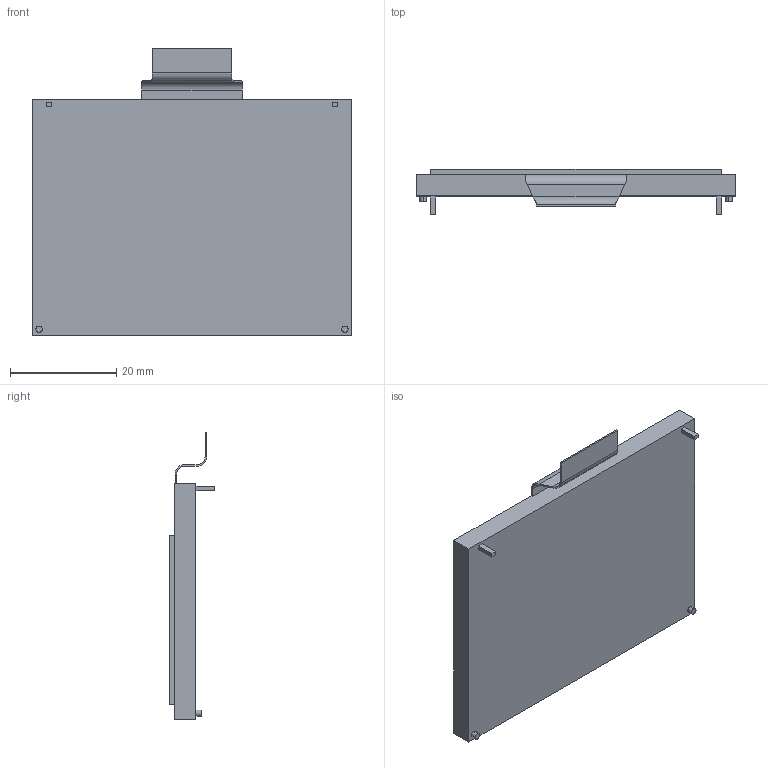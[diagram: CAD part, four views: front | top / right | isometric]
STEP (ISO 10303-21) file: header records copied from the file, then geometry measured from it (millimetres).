
FILE_DESCRIPTION (( 'STEP AP214' ), '1' );
FILE_NAME ('WO12864A1-TFH#.STEP', '2023-06-01T10:00:42', ( '' ), ( '' ), 'SwSTEP 2.0', 'SolidWorks 2019', '' );
FILE_SCHEMA (( 'AUTOMOTIVE_DESIGN' ));
Length unit declared in the file: millimetre
Products named in the file (1): WO12864A1-TFH#
Bounding box: 60.1 x 8.5 x 54.07 mm (x, y, z)
Volume: 12521.9 mm3; surface area: 6870.8 mm2
Topology: 2 solids, 2 shells, 53 faces, 116 edges, 72 vertices
Faces by surface type: plane 41, cylinder 8, bspline 4
Entity records: 1560 total; most frequent: CARTESIAN_POINT 330, ORIENTED_EDGE 232, DIRECTION 216, EDGE_CURVE 116, VECTOR 84, LINE 84, VERTEX_POINT 72, AXIS2_PLACEMENT_3D 66
